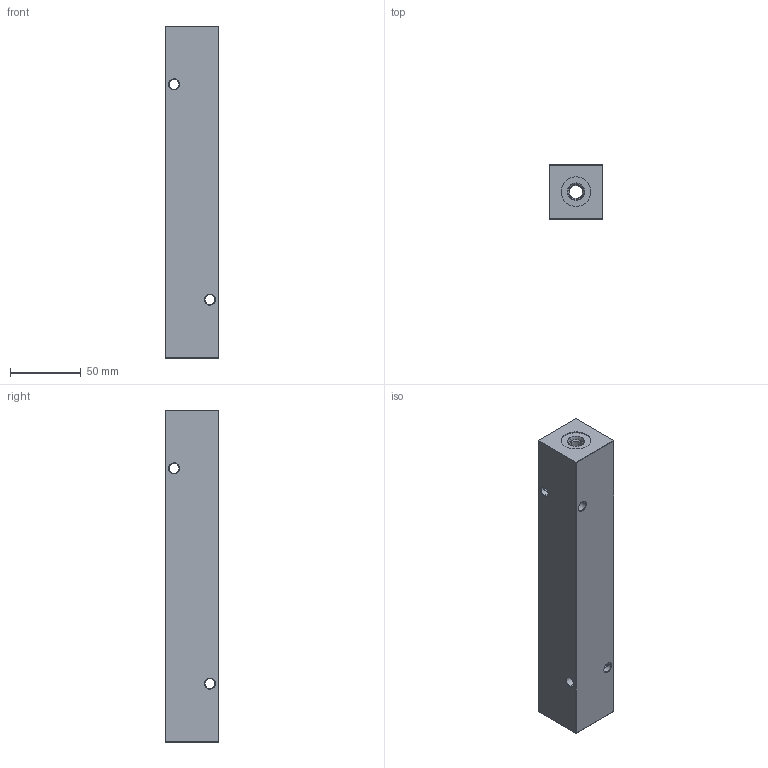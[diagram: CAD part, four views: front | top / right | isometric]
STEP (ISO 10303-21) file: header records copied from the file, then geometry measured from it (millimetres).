
FILE_DESCRIPTION (( 'STEP AP203' ), '1' );
FILE_NAME ('HM-6-0-S-4-4.STEP', '2020-09-28T20:42:32', ( '' ), ( '' ), 'SwSTEP 2.0', 'SolidWorks 2019', '' );
FILE_SCHEMA (( 'CONFIG_CONTROL_DESIGN' ));
Length unit declared in the file: inch
Products named in the file (1): HM-6-0-S-4-4
Bounding box: 38.1 x 38.1 x 234.95 mm (x, y, z)
Volume: 309064.7 mm3; surface area: 50237.5 mm2
Topology: 1 solids, 1 shells, 563 faces, 1467 edges, 948 vertices
Faces by surface type: plane 248, bspline 177, cone 70, cylinder 68
Entity records: 25672 total; most frequent: CARTESIAN_POINT 13044, ORIENTED_EDGE 2934, DIRECTION 1969, EDGE_CURVE 1467, VERTEX_POINT 948, VECTOR 855, LINE 855, EDGE_LOOP 631
